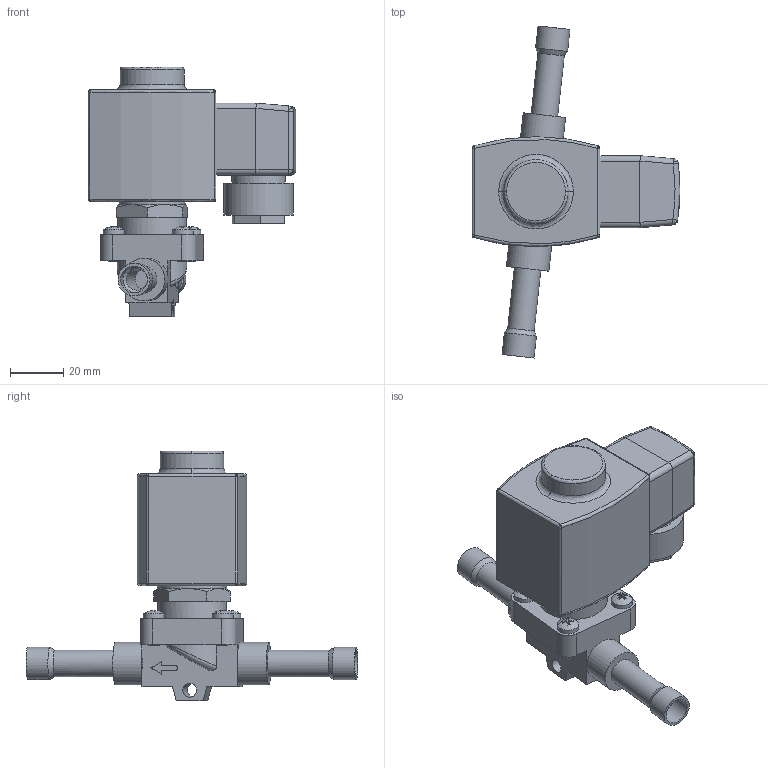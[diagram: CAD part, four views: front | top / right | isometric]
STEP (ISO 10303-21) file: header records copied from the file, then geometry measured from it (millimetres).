
FILE_DESCRIPTION(('TFLEX Exchange Step'),'2;1');
FILE_NAME('032L1212R.stp', '2023-01-16T16:19:17+03:00',('EXT0102'),('Unknown organisation'),'TFLEX Exchange 2022.1','T-FLEX CAD','Unknown authorisation');
FILE_SCHEMA( ('AUTOMOTIVE_DESIGN { 1 0 10303 214 1 1 1 1 }') );
Length unit declared in the file: millimetre
Products named in the file (1): Nodes
Bounding box: 78 x 124.58 x 93.7 mm (x, y, z)
Volume: 140829.2 mm3; surface area: 34008.4 mm2
Topology: 1 solids, 8 shells, 299 faces, 792 edges, 532 vertices
Faces by surface type: plane 151, cylinder 90, sphere 32, bspline 19, cone 7
Full cylindrical faces by diameter (mm): 4 x8, 4.5 x4, 5.2 x1, 8 x6, 10 x3, 10.1 x2, 11.6 x1, 12 x1, 12.1 x2, 12.7 x1, 13.1 x2, 13.2 x1, 16 x2, 18 x1, 20 x1, 24 x1, 24.8 x1, 25.6 x1, 26 x1
Entity records: 12912 total; most frequent: CARTESIAN_POINT 5695, ORIENTED_EDGE 1584, DIRECTION 1384, EDGE_CURVE 792, VERTEX_POINT 532, AXIS2_PLACEMENT_3D 519, VECTOR 346, LINE 346
